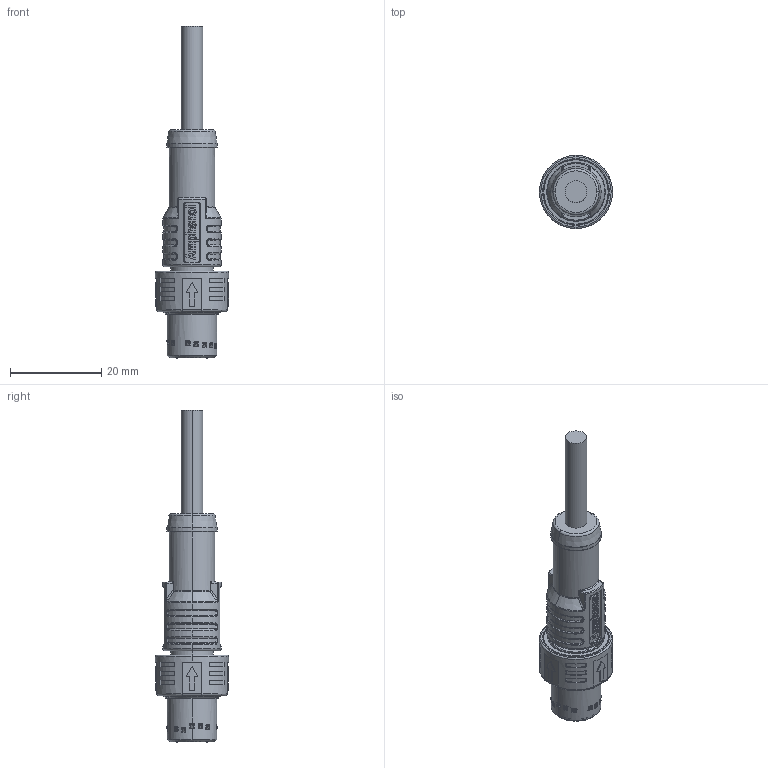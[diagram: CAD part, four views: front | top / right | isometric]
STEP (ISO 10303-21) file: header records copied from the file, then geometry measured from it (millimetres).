
FILE_DESCRIPTION (( 'STEP AP203' ), '1' );
FILE_NAME ('M12A-04BMMM-PL8B02AD.step', '2025-07-22T20:22:10', ( '' ), ( '' ), 'SwSTEP 2.0', 'SolidWorks 2024', '' );
FILE_SCHEMA (( 'CONFIG_CONTROL_DESIGN' ));
Products named in the file (1): M12A-04BMMM-PL8B02AD
Bounding box: 16 x 16 x 72.7 mm (x, y, z)
Volume: 5170.4 mm3; surface area: 5969.7 mm2
Topology: 1 solids, 3 shells, 2276 faces, 6425 edges, 4147 vertices
Faces by surface type: plane 1081, cylinder 672, cone 201, bspline 172, torus 146, sphere 4
Entity records: 87200 total; most frequent: CARTESIAN_POINT 30196, ORIENTED_EDGE 12794, DIRECTION 10955, EDGE_CURVE 6397, VERTEX_POINT 4133, AXIS2_PLACEMENT_3D 3873, VECTOR 3209, LINE 3209
